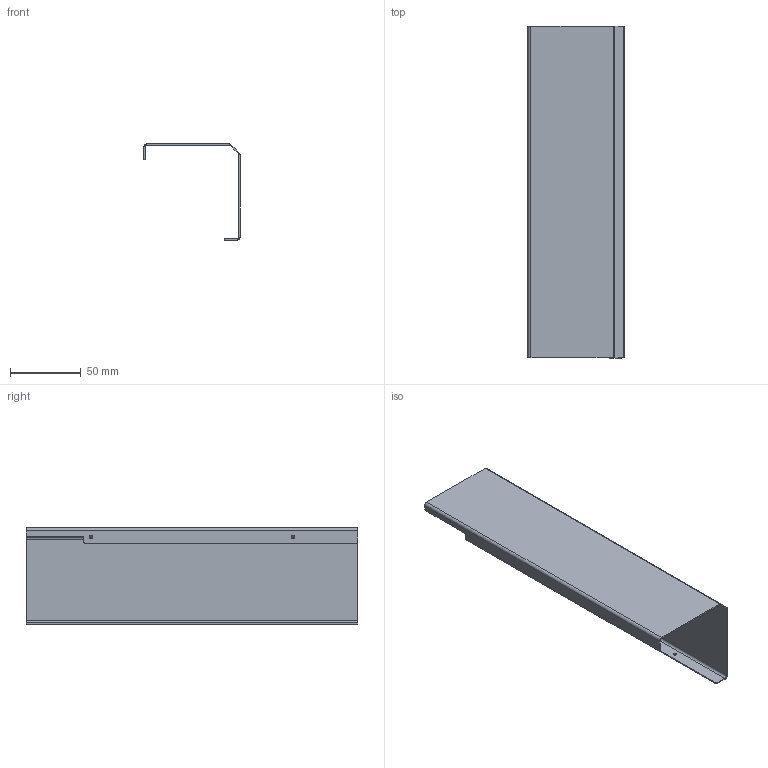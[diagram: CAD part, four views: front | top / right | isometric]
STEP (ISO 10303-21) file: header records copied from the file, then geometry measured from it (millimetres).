
FILE_DESCRIPTION(/* description */ (''),/* implementation_level */ '2;1');
FILE_NAME(/* name */ 'MotorShield v5.step',/* time_stamp */ '2018-03-03T10:36:15+01:00',/* author */ (''),/* organization */ (''),/* preprocessor_version */ 'ST-DEVELOPER v16.13',/* originating_system */ 'Autodesk Translation Framework v6.5.0.72',/* authorisation */ '');
FILE_SCHEMA (('AUTOMOTIVE_DESIGN { 1 0 10303 214 3 1 1 }'));
Length unit declared in the file: millimetre
Products named in the file (2): MotorShield; MotorShieldRight
Assembly tree (1 placements, depth 2):
  MotorShield
    MotorShieldRight
Bounding box: 68 x 235 x 68 mm (x, y, z)
Volume: 28160.5 mm3; surface area: 70716.1 mm2
Topology: 1 solids, 1 shells, 34 faces, 98 edges, 66 vertices
Faces by surface type: cylinder 18, plane 16
Full cylindrical faces by diameter (mm): 2.5 x4
Entity records: 1250 total; most frequent: DIRECTION 213, CARTESIAN_POINT 209, ORIENTED_EDGE 202, EDGE_CURVE 101, AXIS2_PLACEMENT_3D 74, VERTEX_POINT 70, LINE 65, VECTOR 65
